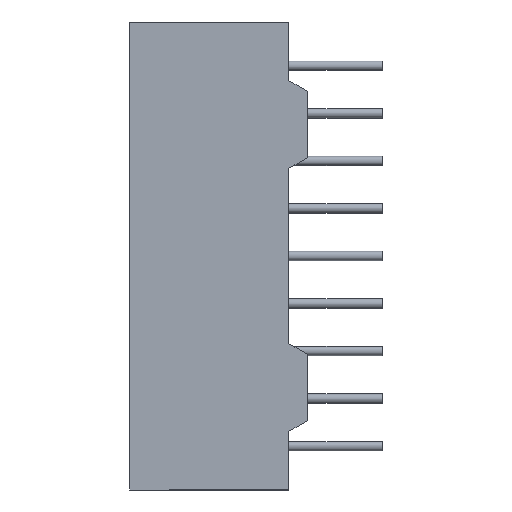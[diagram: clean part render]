
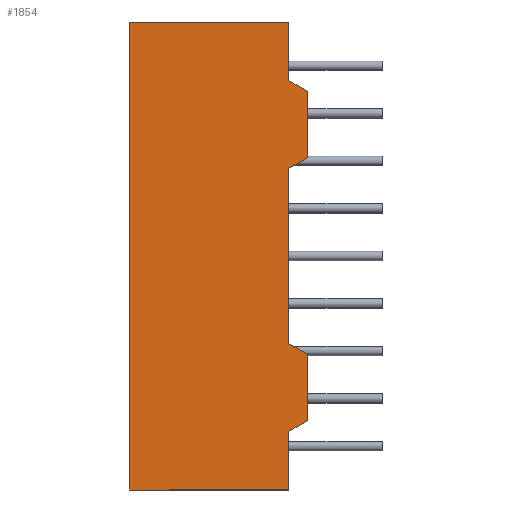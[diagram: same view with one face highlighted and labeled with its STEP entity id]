
A CAD part, left-side view. The second image highlights one B-rep face of the part: STEP entity #1854.
In plain terms, the highlighted planar face has unit normal (-1, 0, 0).
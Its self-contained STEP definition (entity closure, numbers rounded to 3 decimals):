
#1841 = EDGE_CURVE ( 'NONE', #16925, #7672, #10734, .T. ) ;
#1842 = ORIENTED_EDGE ( 'NONE', *, *, #7669, .T. ) ;
#1843 = ORIENTED_EDGE ( 'NONE', *, *, #15556, .T. ) ;
#1844 = EDGE_CURVE ( 'NONE', #16970, #16862, #10730, .T. ) ;
#1845 = ORIENTED_EDGE ( 'NONE', *, *, #16920, .F. ) ;
#1846 = ORIENTED_EDGE ( 'NONE', *, *, #1841, .T. ) ;
#1847 = ORIENTED_EDGE ( 'NONE', *, *, #16899, .T. ) ;
#1848 = ORIENTED_EDGE ( 'NONE', *, *, #1844, .T. ) ;
#1854 = ADVANCED_FACE ( 'NONE', ( #10721 ), #10765, .F. ) ;
#1860 = EDGE_LOOP ( 'NONE', ( #1847, #1848, #1845, #1846, #1842, #1843, #1918, #1912, #1905, #1906, #1921, #1922 ) ) ;
#1905 = ORIENTED_EDGE ( 'NONE', *, *, #16897, .T. ) ;
#1906 = ORIENTED_EDGE ( 'NONE', *, *, #1907, .T. ) ;
#1907 = EDGE_CURVE ( 'NONE', #16953, #15452, #10878, .T. ) ;
#1912 = ORIENTED_EDGE ( 'NONE', *, *, #17079, .F. ) ;
#1918 = ORIENTED_EDGE ( 'NONE', *, *, #16636, .T. ) ;
#1921 = ORIENTED_EDGE ( 'NONE', *, *, #15451, .F. ) ;
#1922 = ORIENTED_EDGE ( 'NONE', *, *, #1923, .T. ) ;
#1923 = EDGE_CURVE ( 'NONE', #16408, #16971, #10895, .T. ) ;
#7669 = EDGE_CURVE ( 'NONE', #7672, #15493, #11386, .T. ) ;
#7672 = VERTEX_POINT ( 'NONE', #11380 ) ;
#10721 = FACE_OUTER_BOUND ( 'NONE', #1860, .T. ) ;
#10727 = DIRECTION ( 'NONE',  ( 0., -0.866, 0.5 ) ) ;
#10728 = VECTOR ( 'NONE', #10727, 1000. ) ;
#10729 = CARTESIAN_POINT ( 'NONE',  ( -8., -9.5, 5.255 ) ) ;
#10730 = LINE ( 'NONE', #10729, #10728 ) ;
#10731 = DIRECTION ( 'NONE',  ( 0., 0.866, 0.5 ) ) ;
#10732 = VECTOR ( 'NONE', #10731, 1000. ) ;
#10733 = CARTESIAN_POINT ( 'NONE',  ( -8., -8.5, 9.377 ) ) ;
#10734 = LINE ( 'NONE', #10733, #10732 ) ;
#10759 = DIRECTION ( 'NONE',  ( 0., 0., -1. ) ) ;
#10761 = DIRECTION ( 'NONE',  ( 1., 0., 0. ) ) ;
#10762 = CARTESIAN_POINT ( 'NONE',  ( -8., -9.5, -23.228 ) ) ;
#10763 = AXIS2_PLACEMENT_3D ( 'NONE', #10762, #10761, #10759 ) ;
#10765 = PLANE ( 'NONE',  #10763 ) ;
#10870 = DIRECTION ( 'NONE',  ( 0., -0.866, 0.5 ) ) ;
#10871 = VECTOR ( 'NONE', #10870, 1000. ) ;
#10872 = CARTESIAN_POINT ( 'NONE',  ( -8., -8.5, -9.377 ) ) ;
#10878 = LINE ( 'NONE', #10872, #10871 ) ;
#10892 = DIRECTION ( 'NONE',  ( 0., 0.866, 0.5 ) ) ;
#10893 = VECTOR ( 'NONE', #10892, 1000. ) ;
#10894 = CARTESIAN_POINT ( 'NONE',  ( -8., -8.5, -4.678 ) ) ;
#10895 = LINE ( 'NONE', #10894, #10893 ) ;
#11380 = CARTESIAN_POINT ( 'NONE',  ( -8., -8.5, 9.377 ) ) ;
#11383 = DIRECTION ( 'NONE',  ( 0., 0., 1. ) ) ;
#11384 = VECTOR ( 'NONE', #11383, 1000. ) ;
#11385 = CARTESIAN_POINT ( 'NONE',  ( -8., -8.5, 12.5 ) ) ;
#11386 = LINE ( 'NONE', #11385, #11384 ) ;
#12786 = CARTESIAN_POINT ( 'NONE',  ( -8., -9.5, -8.799 ) ) ;
#12787 = DIRECTION ( 'NONE',  ( 0., 0., -1. ) ) ;
#12788 = VECTOR ( 'NONE', #12787, 1000. ) ;
#12789 = CARTESIAN_POINT ( 'NONE',  ( -8., -9.5, -23.228 ) ) ;
#12790 = LINE ( 'NONE', #12789, #12788 ) ;
#12885 = CARTESIAN_POINT ( 'NONE',  ( -8., -8.5, 12.5 ) ) ;
#13035 = DIRECTION ( 'NONE',  ( 0., 1., 0. ) ) ;
#13036 = VECTOR ( 'NONE', #13035, 1000. ) ;
#13037 = CARTESIAN_POINT ( 'NONE',  ( -8., -9.5, 12.5 ) ) ;
#13038 = LINE ( 'NONE', #13037, #13036 ) ;
#13039 = CARTESIAN_POINT ( 'NONE',  ( -8., 0., 12.5 ) ) ;
#15451 = EDGE_CURVE ( 'NONE', #16408, #15452, #12790, .T. ) ;
#15452 = VERTEX_POINT ( 'NONE', #12786 ) ;
#15493 = VERTEX_POINT ( 'NONE', #12885 ) ;
#15554 = VERTEX_POINT ( 'NONE', #13039 ) ;
#15556 = EDGE_CURVE ( 'NONE', #15493, #15554, #13038, .T. ) ;
#16408 = VERTEX_POINT ( 'NONE', #18499 ) ;
#16634 = VERTEX_POINT ( 'NONE', #19021 ) ;
#16636 = EDGE_CURVE ( 'NONE', #15554, #16634, #19020, .T. ) ;
#16862 = VERTEX_POINT ( 'NONE', #19390 ) ;
#16897 = EDGE_CURVE ( 'NONE', #16980, #16953, #19403, .T. ) ;
#16899 = EDGE_CURVE ( 'NONE', #16971, #16970, #19457, .T. ) ;
#16920 = EDGE_CURVE ( 'NONE', #16925, #16862, #19480, .T. ) ;
#16925 = VERTEX_POINT ( 'NONE', #19508 ) ;
#16953 = VERTEX_POINT ( 'NONE', #19555 ) ;
#16970 = VERTEX_POINT ( 'NONE', #19596 ) ;
#16971 = VERTEX_POINT ( 'NONE', #19595 ) ;
#16980 = VERTEX_POINT ( 'NONE', #19583 ) ;
#17079 = EDGE_CURVE ( 'NONE', #16980, #16634, #19973, .T. ) ;
#18499 = CARTESIAN_POINT ( 'NONE',  ( -8., -9.5, -5.255 ) ) ;
#19017 = DIRECTION ( 'NONE',  ( 0., 0., -1. ) ) ;
#19018 = VECTOR ( 'NONE', #19017, 1000. ) ;
#19019 = CARTESIAN_POINT ( 'NONE',  ( -8., 0., -23.228 ) ) ;
#19020 = LINE ( 'NONE', #19019, #19018 ) ;
#19021 = CARTESIAN_POINT ( 'NONE',  ( -8., 0., -12.5 ) ) ;
#19390 = CARTESIAN_POINT ( 'NONE',  ( -8., -9.5, 5.255 ) ) ;
#19403 = LINE ( 'NONE', #19460, #19459 ) ;
#19454 = DIRECTION ( 'NONE',  ( 0., 0., 1. ) ) ;
#19455 = VECTOR ( 'NONE', #19454, 1000. ) ;
#19456 = CARTESIAN_POINT ( 'NONE',  ( -8., -8.5, 4.678 ) ) ;
#19457 = LINE ( 'NONE', #19456, #19455 ) ;
#19458 = DIRECTION ( 'NONE',  ( 0., 0., 1. ) ) ;
#19459 = VECTOR ( 'NONE', #19458, 1000. ) ;
#19460 = CARTESIAN_POINT ( 'NONE',  ( -8., -8.5, -12.5 ) ) ;
#19476 = DIRECTION ( 'NONE',  ( 0., 0., -1. ) ) ;
#19477 = VECTOR ( 'NONE', #19476, 1000. ) ;
#19478 = CARTESIAN_POINT ( 'NONE',  ( -8., -9.5, -23.228 ) ) ;
#19480 = LINE ( 'NONE', #19478, #19477 ) ;
#19508 = CARTESIAN_POINT ( 'NONE',  ( -8., -9.5, 8.799 ) ) ;
#19555 = CARTESIAN_POINT ( 'NONE',  ( -8., -8.5, -9.377 ) ) ;
#19583 = CARTESIAN_POINT ( 'NONE',  ( -8., -8.5, -12.5 ) ) ;
#19595 = CARTESIAN_POINT ( 'NONE',  ( -8., -8.5, -4.678 ) ) ;
#19596 = CARTESIAN_POINT ( 'NONE',  ( -8., -8.5, 4.678 ) ) ;
#19966 = DIRECTION ( 'NONE',  ( 0., 1., 0. ) ) ;
#19967 = VECTOR ( 'NONE', #19966, 1000. ) ;
#19968 = CARTESIAN_POINT ( 'NONE',  ( -8., -9.5, -12.5 ) ) ;
#19973 = LINE ( 'NONE', #19968, #19967 ) ;
